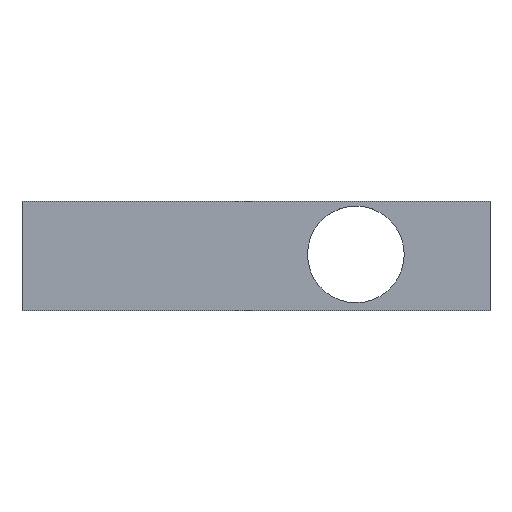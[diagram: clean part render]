
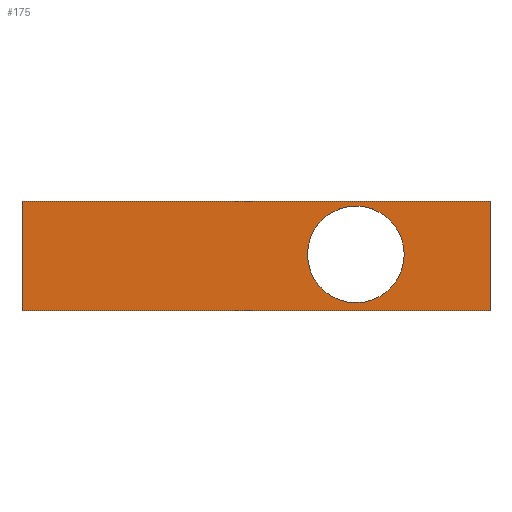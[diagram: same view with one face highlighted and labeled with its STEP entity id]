
A CAD part, top view. The second image highlights one B-rep face of the part: STEP entity #175.
In plain terms, the highlighted planar face has unit normal (0, 0, 1).
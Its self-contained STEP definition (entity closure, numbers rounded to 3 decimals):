
#5 = CIRCLE ( 'NONE', #39, 15.5 ) ;
#8 = ORIENTED_EDGE ( 'NONE', *, *, #169, .T. ) ;
#11 = CARTESIAN_POINT ( 'NONE',  ( 150., 0., 2. ) ) ;
#14 = CARTESIAN_POINT ( 'NONE',  ( 107., 18., 2. ) ) ;
#16 = VECTOR ( 'NONE', #268, 1000. ) ;
#23 = EDGE_CURVE ( 'NONE', #227, #127, #130, .T. ) ;
#29 = VERTEX_POINT ( 'NONE', #38 ) ;
#35 = ORIENTED_EDGE ( 'NONE', *, *, #23, .T. ) ;
#38 = CARTESIAN_POINT ( 'NONE',  ( 150., 35., 2. ) ) ;
#39 = AXIS2_PLACEMENT_3D ( 'NONE', #246, #247, #112 ) ;
#40 = FACE_OUTER_BOUND ( 'NONE', #54, .T. ) ;
#41 = CARTESIAN_POINT ( 'NONE',  ( 0., 0., 2. ) ) ;
#44 = EDGE_CURVE ( 'NONE', #127, #29, #195, .T. ) ;
#51 = LINE ( 'NONE', #137, #58 ) ;
#54 = EDGE_LOOP ( 'NONE', ( #8, #35, #108, #79 ) ) ;
#55 = CARTESIAN_POINT ( 'NONE',  ( 150., 0., 2. ) ) ;
#56 = DIRECTION ( 'NONE',  ( 0., 1., 0. ) ) ;
#58 = VECTOR ( 'NONE', #208, 1000. ) ;
#79 = ORIENTED_EDGE ( 'NONE', *, *, #234, .T. ) ;
#87 = CARTESIAN_POINT ( 'NONE',  ( 0., 0., 2. ) ) ;
#89 = EDGE_CURVE ( 'NONE', #278, #109, #283, .T. ) ;
#108 = ORIENTED_EDGE ( 'NONE', *, *, #44, .T. ) ;
#109 = VERTEX_POINT ( 'NONE', #243 ) ;
#111 = DIRECTION ( 'NONE',  ( 0., -1., 0. ) ) ;
#112 = DIRECTION ( 'NONE',  ( 1., 0., 0. ) ) ;
#116 = PLANE ( 'NONE',  #194 ) ;
#118 = EDGE_LOOP ( 'NONE', ( #236, #150 ) ) ;
#127 = VERTEX_POINT ( 'NONE', #11 ) ;
#130 = LINE ( 'NONE', #265, #16 ) ;
#132 = CARTESIAN_POINT ( 'NONE',  ( 0., 35., 2. ) ) ;
#137 = CARTESIAN_POINT ( 'NONE',  ( 0., 35., 2. ) ) ;
#141 = CARTESIAN_POINT ( 'NONE',  ( 91.5, 18., 2. ) ) ;
#147 = AXIS2_PLACEMENT_3D ( 'NONE', #14, #306, #177 ) ;
#150 = ORIENTED_EDGE ( 'NONE', *, *, #89, .F. ) ;
#154 = CARTESIAN_POINT ( 'NONE',  ( 0., 0., 2. ) ) ;
#155 = EDGE_CURVE ( 'NONE', #109, #278, #5, .T. ) ;
#169 = EDGE_CURVE ( 'NONE', #224, #227, #184, .T. ) ;
#175 = ADVANCED_FACE ( 'NONE', ( #213, #40 ), #116, .F. ) ;
#177 = DIRECTION ( 'NONE',  ( 1., 0., 0. ) ) ;
#184 = LINE ( 'NONE', #41, #230 ) ;
#194 = AXIS2_PLACEMENT_3D ( 'NONE', #87, #205, #226 ) ;
#195 = LINE ( 'NONE', #55, #304 ) ;
#205 = DIRECTION ( 'NONE',  ( 0., 0., -1. ) ) ;
#208 = DIRECTION ( 'NONE',  ( -1., 0., 0. ) ) ;
#213 = FACE_BOUND ( 'NONE', #118, .T. ) ;
#224 = VERTEX_POINT ( 'NONE', #132 ) ;
#226 = DIRECTION ( 'NONE',  ( -1., 0., 0. ) ) ;
#227 = VERTEX_POINT ( 'NONE', #154 ) ;
#230 = VECTOR ( 'NONE', #111, 1000. ) ;
#234 = EDGE_CURVE ( 'NONE', #29, #224, #51, .T. ) ;
#236 = ORIENTED_EDGE ( 'NONE', *, *, #155, .F. ) ;
#243 = CARTESIAN_POINT ( 'NONE',  ( 122.5, 18., 2. ) ) ;
#246 = CARTESIAN_POINT ( 'NONE',  ( 107., 18., 2. ) ) ;
#247 = DIRECTION ( 'NONE',  ( 0., 0., 1. ) ) ;
#265 = CARTESIAN_POINT ( 'NONE',  ( 0., 0., 2. ) ) ;
#268 = DIRECTION ( 'NONE',  ( 1., 0., 0. ) ) ;
#278 = VERTEX_POINT ( 'NONE', #141 ) ;
#283 = CIRCLE ( 'NONE', #147, 15.5 ) ;
#304 = VECTOR ( 'NONE', #56, 1000. ) ;
#306 = DIRECTION ( 'NONE',  ( 0., 0., 1. ) ) ;
